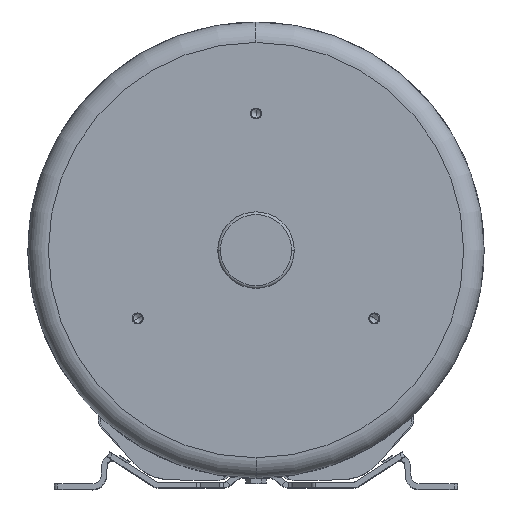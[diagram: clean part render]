
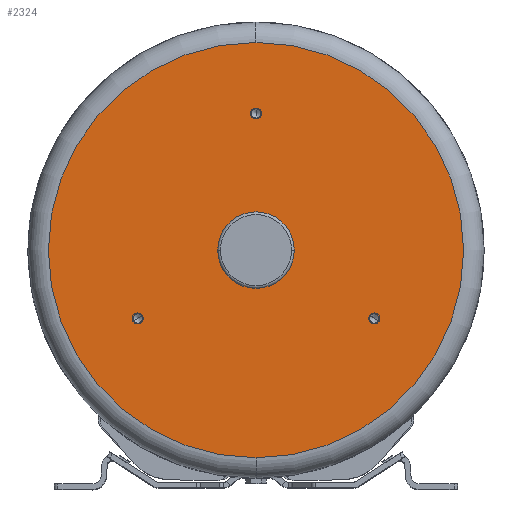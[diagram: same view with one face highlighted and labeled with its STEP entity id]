
A CAD part, top view. The second image highlights one B-rep face of the part: STEP entity #2324.
In plain terms, the highlighted face is planar.
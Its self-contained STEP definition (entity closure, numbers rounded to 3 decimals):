
#815=CARTESIAN_POINT('',(-75.,0.,0.));
#816=DIRECTION('',(-1.,0.,0.));
#817=DIRECTION('',(0.,0.,1.));
#818=AXIS2_PLACEMENT_3D('',#815,#816,#817);
#820=CARTESIAN_POINT('',(-75.,0.,0.));
#821=DIRECTION('',(-1.,0.,0.));
#822=DIRECTION('',(0.,0.,-1.));
#823=AXIS2_PLACEMENT_3D('',#820,#821,#822);
#825=CARTESIAN_POINT('',(-75.,100.,0.));
#826=DIRECTION('',(-1.,0.,0.));
#827=DIRECTION('',(0.,1.,0.));
#828=AXIS2_PLACEMENT_3D('',#825,#826,#827);
#830=CARTESIAN_POINT('',(-75.,100.,0.));
#831=DIRECTION('',(-1.,0.,0.));
#832=DIRECTION('',(0.,-1.,0.));
#833=AXIS2_PLACEMENT_3D('',#830,#831,#832);
#835=CARTESIAN_POINT('',(-75.,-50.,86.603));
#836=DIRECTION('',(-1.,0.,0.));
#837=DIRECTION('',(0.,-0.5,0.866));
#838=AXIS2_PLACEMENT_3D('',#835,#836,#837);
#840=CARTESIAN_POINT('',(-75.,-50.,86.603));
#841=DIRECTION('',(-1.,0.,0.));
#842=DIRECTION('',(0.,0.5,-0.866));
#843=AXIS2_PLACEMENT_3D('',#840,#841,#842);
#845=CARTESIAN_POINT('',(-75.,-50.,-86.603));
#846=DIRECTION('',(-1.,0.,0.));
#847=DIRECTION('',(0.,-0.5,-0.866));
#848=AXIS2_PLACEMENT_3D('',#845,#846,#847);
#850=CARTESIAN_POINT('',(-75.,-50.,-86.603));
#851=DIRECTION('',(-1.,0.,0.));
#852=DIRECTION('',(0.,0.5,0.866));
#853=AXIS2_PLACEMENT_3D('',#850,#851,#852);
#855=CARTESIAN_POINT('',(-75.,0.,0.));
#856=DIRECTION('',(-1.,0.,0.));
#857=DIRECTION('',(0.,1.,0.));
#858=AXIS2_PLACEMENT_3D('',#855,#856,#857);
#860=CARTESIAN_POINT('',(-75.,0.,0.));
#861=DIRECTION('',(-1.,0.,0.));
#862=DIRECTION('',(0.,-1.,0.));
#863=AXIS2_PLACEMENT_3D('',#860,#861,#862);
#1352=CARTESIAN_POINT('',(-75.,103.4,0.));
#1353=CARTESIAN_POINT('',(-75.,96.6,0.));
#1354=VERTEX_POINT('',#1352);
#1355=VERTEX_POINT('',#1353);
#1362=CARTESIAN_POINT('',(-75.,-51.7,89.547));
#1363=CARTESIAN_POINT('',(-75.,-48.3,83.658));
#1364=VERTEX_POINT('',#1362);
#1365=VERTEX_POINT('',#1363);
#1372=CARTESIAN_POINT('',(-75.,-51.7,-89.547));
#1373=CARTESIAN_POINT('',(-75.,-48.3,-83.658));
#1374=VERTEX_POINT('',#1372);
#1375=VERTEX_POINT('',#1373);
#1376=CARTESIAN_POINT('',(-75.,0.,28.));
#1377=CARTESIAN_POINT('',(-75.,0.,-28.));
#1378=VERTEX_POINT('',#1376);
#1379=VERTEX_POINT('',#1377);
#1410=CARTESIAN_POINT('',(-75.,152.,0.));
#1411=CARTESIAN_POINT('',(-75.,-152.,0.));
#1412=VERTEX_POINT('',#1410);
#1413=VERTEX_POINT('',#1411);
#2290=CARTESIAN_POINT('',(-75.,0.,0.));
#2291=DIRECTION('',(1.,0.,0.));
#2292=DIRECTION('',(0.,-1.,0.));
#2293=AXIS2_PLACEMENT_3D('',#2290,#2291,#2292);
#2294=PLANE('',#2293);
#2296=ORIENTED_EDGE('',*,*,#2295,.F.);
#2297=ORIENTED_EDGE('',*,*,#2280,.F.);
#2298=EDGE_LOOP('',(#2296,#2297));
#2299=FACE_OUTER_BOUND('',#2298,.F.);
#2301=ORIENTED_EDGE('',*,*,#2300,.T.);
#2303=ORIENTED_EDGE('',*,*,#2302,.T.);
#2304=EDGE_LOOP('',(#2301,#2303));
#2305=FACE_BOUND('',#2304,.F.);
#2307=ORIENTED_EDGE('',*,*,#2306,.T.);
#2309=ORIENTED_EDGE('',*,*,#2308,.T.);
#2310=EDGE_LOOP('',(#2307,#2309));
#2311=FACE_BOUND('',#2310,.F.);
#2313=ORIENTED_EDGE('',*,*,#2312,.T.);
#2315=ORIENTED_EDGE('',*,*,#2314,.T.);
#2316=EDGE_LOOP('',(#2313,#2315));
#2317=FACE_BOUND('',#2316,.F.);
#2319=ORIENTED_EDGE('',*,*,#2318,.T.);
#2321=ORIENTED_EDGE('',*,*,#2320,.T.);
#2322=EDGE_LOOP('',(#2319,#2321));
#2323=FACE_BOUND('',#2322,.F.);
#2324=ADVANCED_FACE('',(#2299,#2305,#2311,#2317,#2323),#2294,.F.);
#819=CIRCLE('',#818,28.);
#824=CIRCLE('',#823,28.);
#829=CIRCLE('',#828,3.4);
#834=CIRCLE('',#833,3.4);
#839=CIRCLE('',#838,3.4);
#844=CIRCLE('',#843,3.4);
#849=CIRCLE('',#848,3.4);
#854=CIRCLE('',#853,3.4);
#859=CIRCLE('',#858,152.);
#864=CIRCLE('',#863,152.);
#2280=EDGE_CURVE('',#1413,#1412,#864,.T.);
#2295=EDGE_CURVE('',#1412,#1413,#859,.T.);
#2300=EDGE_CURVE('',#1378,#1379,#819,.T.);
#2302=EDGE_CURVE('',#1379,#1378,#824,.T.);
#2306=EDGE_CURVE('',#1354,#1355,#829,.T.);
#2308=EDGE_CURVE('',#1355,#1354,#834,.T.);
#2312=EDGE_CURVE('',#1364,#1365,#839,.T.);
#2314=EDGE_CURVE('',#1365,#1364,#844,.T.);
#2318=EDGE_CURVE('',#1374,#1375,#849,.T.);
#2320=EDGE_CURVE('',#1375,#1374,#854,.T.);
